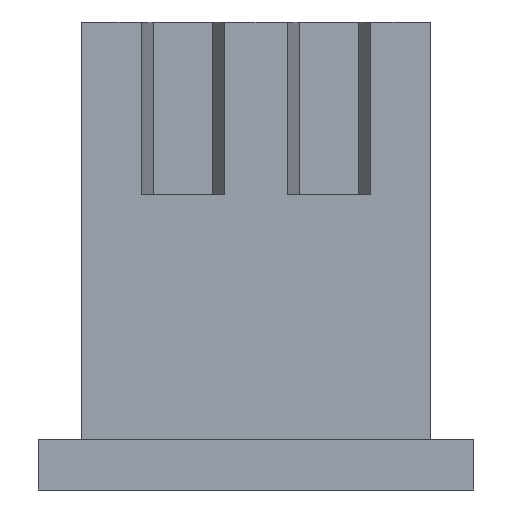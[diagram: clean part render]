
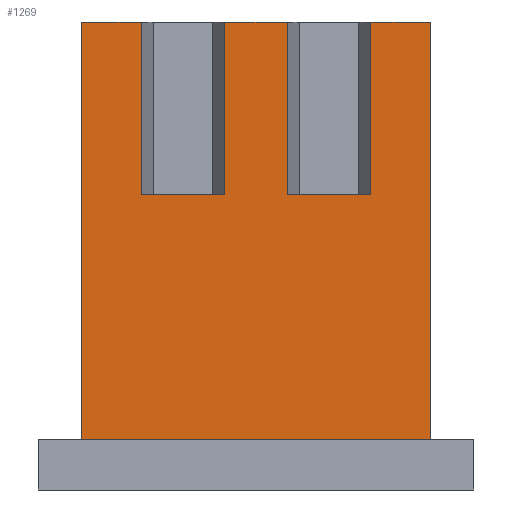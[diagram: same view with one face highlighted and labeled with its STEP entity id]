
A CAD part, front view. The second image highlights one B-rep face of the part: STEP entity #1269.
In plain terms, the highlighted planar face has unit normal (0, -1, 0).
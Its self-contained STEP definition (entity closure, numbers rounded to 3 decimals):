
#65=PLANE('',#1353);
#130=FACE_OUTER_BOUND('',#200,.T.);
#200=EDGE_LOOP('',(#1093,#1094,#1095,#1096,#1097,#1098,#1099,#1100,#1101,
#1102,#1103,#1104));
#266=LINE('',#1787,#439);
#270=LINE('',#1795,#443);
#274=LINE('',#1803,#447);
#340=LINE('',#1936,#513);
#342=LINE('',#1940,#515);
#343=LINE('',#1942,#516);
#349=LINE('',#1954,#522);
#364=LINE('',#1984,#537);
#365=LINE('',#1986,#538);
#366=LINE('',#1987,#539);
#367=LINE('',#1989,#540);
#368=LINE('',#1990,#541);
#439=VECTOR('',#1455,10.);
#443=VECTOR('',#1459,10.);
#447=VECTOR('',#1463,10.);
#513=VECTOR('',#1559,10.);
#515=VECTOR('',#1563,10.);
#516=VECTOR('',#1566,10.);
#522=VECTOR('',#1582,10.);
#537=VECTOR('',#1609,10.);
#538=VECTOR('',#1610,10.);
#539=VECTOR('',#1611,10.);
#540=VECTOR('',#1612,10.);
#541=VECTOR('',#1613,10.);
#610=VERTEX_POINT('',#1784);
#611=VERTEX_POINT('',#1786);
#614=VERTEX_POINT('',#1792);
#615=VERTEX_POINT('',#1794);
#618=VERTEX_POINT('',#1800);
#619=VERTEX_POINT('',#1802);
#671=VERTEX_POINT('',#1934);
#672=VERTEX_POINT('',#1938);
#673=VERTEX_POINT('',#1953);
#682=VERTEX_POINT('',#1983);
#683=VERTEX_POINT('',#1985);
#684=VERTEX_POINT('',#1988);
#738=EDGE_CURVE('',#611,#610,#266,.T.);
#742=EDGE_CURVE('',#615,#614,#270,.T.);
#746=EDGE_CURVE('',#619,#618,#274,.T.);
#812=EDGE_CURVE('',#671,#615,#340,.T.);
#814=EDGE_CURVE('',#618,#672,#342,.T.);
#815=EDGE_CURVE('',#672,#671,#343,.T.);
#821=EDGE_CURVE('',#673,#619,#349,.T.);
#836=EDGE_CURVE('',#614,#682,#364,.T.);
#837=EDGE_CURVE('',#682,#683,#365,.T.);
#838=EDGE_CURVE('',#683,#611,#366,.T.);
#839=EDGE_CURVE('',#684,#610,#367,.T.);
#840=EDGE_CURVE('',#673,#684,#368,.T.);
#1093=ORIENTED_EDGE('',*,*,#742,.T.);
#1094=ORIENTED_EDGE('',*,*,#836,.T.);
#1095=ORIENTED_EDGE('',*,*,#837,.T.);
#1096=ORIENTED_EDGE('',*,*,#838,.T.);
#1097=ORIENTED_EDGE('',*,*,#738,.T.);
#1098=ORIENTED_EDGE('',*,*,#839,.F.);
#1099=ORIENTED_EDGE('',*,*,#840,.F.);
#1100=ORIENTED_EDGE('',*,*,#821,.T.);
#1101=ORIENTED_EDGE('',*,*,#746,.T.);
#1102=ORIENTED_EDGE('',*,*,#814,.T.);
#1103=ORIENTED_EDGE('',*,*,#815,.T.);
#1104=ORIENTED_EDGE('',*,*,#812,.T.);
#1269=ADVANCED_FACE('',(#130),#65,.T.);
#1353=AXIS2_PLACEMENT_3D('',#1982,#1607,#1608);
#1455=DIRECTION('',(-1.,0.,0.));
#1459=DIRECTION('',(-1.,0.,0.));
#1463=DIRECTION('',(-1.,0.,0.));
#1559=DIRECTION('',(0.,0.,1.));
#1563=DIRECTION('',(0.,0.,-1.));
#1566=DIRECTION('',(-1.,0.,0.));
#1582=DIRECTION('',(0.,0.,1.));
#1607=DIRECTION('center_axis',(0.,-1.,0.));
#1608=DIRECTION('ref_axis',(0.,0.,-1.));
#1609=DIRECTION('',(0.,0.,-1.));
#1610=DIRECTION('',(-1.,0.,0.));
#1611=DIRECTION('',(0.,0.,1.));
#1612=DIRECTION('',(0.,0.,1.));
#1613=DIRECTION('',(-1.,0.,0.));
#1784=CARTESIAN_POINT('',(-0.475,-1.75,7.85));
#1786=CARTESIAN_POINT('',(0.525,-1.75,7.85));
#1787=CARTESIAN_POINT('',(10.275,-1.75,7.85));
#1792=CARTESIAN_POINT('',(1.925,-1.75,7.85));
#1794=CARTESIAN_POINT('',(2.975,-1.75,7.85));
#1795=CARTESIAN_POINT('',(5.375,-1.75,7.85));
#1800=CARTESIAN_POINT('',(4.375,-1.75,7.85));
#1802=CARTESIAN_POINT('',(5.375,-1.75,7.85));
#1803=CARTESIAN_POINT('',(5.375,-1.75,7.85));
#1934=CARTESIAN_POINT('',(2.975,-1.75,4.95));
#1936=CARTESIAN_POINT('',(2.975,-1.75,4.35));
#1938=CARTESIAN_POINT('',(4.375,-1.75,4.95));
#1940=CARTESIAN_POINT('',(4.375,-1.75,4.35));
#1942=CARTESIAN_POINT('',(4.525,-1.75,4.95));
#1953=CARTESIAN_POINT('',(5.375,-1.75,0.85));
#1954=CARTESIAN_POINT('',(5.375,-1.75,0.85));
#1982=CARTESIAN_POINT('Origin',(10.275,-1.75,0.85));
#1983=CARTESIAN_POINT('',(1.925,-1.75,4.95));
#1984=CARTESIAN_POINT('',(1.925,-1.75,4.35));
#1985=CARTESIAN_POINT('',(0.525,-1.75,4.95));
#1986=CARTESIAN_POINT('',(5.75,-1.75,4.95));
#1987=CARTESIAN_POINT('',(0.525,-1.75,4.35));
#1988=CARTESIAN_POINT('',(-0.475,-1.75,0.85));
#1989=CARTESIAN_POINT('',(-0.475,-1.75,0.85));
#1990=CARTESIAN_POINT('',(2.747,-1.75,0.85));
